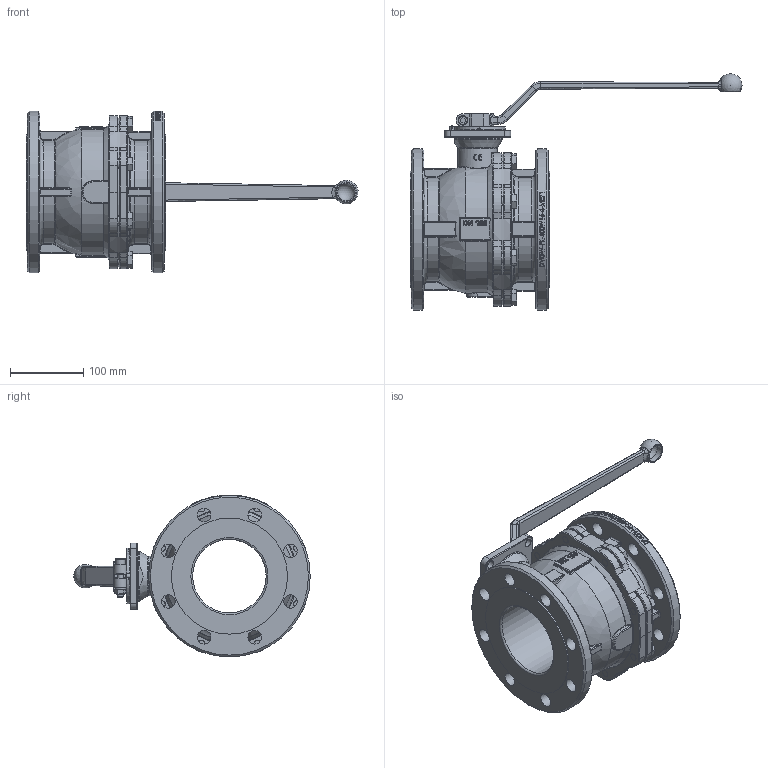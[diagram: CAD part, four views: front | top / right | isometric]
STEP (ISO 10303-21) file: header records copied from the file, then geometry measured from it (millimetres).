
FILE_DESCRIPTION (( 'STEP AP214' ), '1' );
FILE_NAME ('DVGW-FK-400W16-4-71ME 2212.STEP', '2022-12-01T12:22:30', ( '' ), ( '' ), 'SwSTEP 2.0', 'SolidWorks 2019', '' );
FILE_SCHEMA (( 'AUTOMOTIVE_DESIGN' ));
Length unit declared in the file: millimetre
Products named in the file (1): DVGW-FK-400W16-4-71ME 2212
Bounding box: 451.88 x 321.88 x 220.36 mm (x, y, z)
Volume: 3541838.9 mm3; surface area: 380573 mm2
Topology: 1 solids, 1 shells, 1335 faces, 3336 edges, 2049 vertices
Faces by surface type: plane 479, cylinder 310, bspline 256, torus 178, cone 95, sphere 17
Full cylindrical faces by diameter (mm): 6 x1, 8 x2, 8.5 x2, 10.106 x8, 11 x4, 11.053 x8, 12 x8, 13 x1, 13.5 x8, 17.2 x8, 18.5 x16, 24 x1, 31.36 x1, 54 x1, 100 x1, 158 x2, 220 x2
Entity records: 52628 total; most frequent: CARTESIAN_POINT 21199, ORIENTED_EDGE 6342, DIRECTION 5298, EDGE_CURVE 3171, AXIS2_PLACEMENT_3D 2070, VERTEX_POINT 2014, EDGE_LOOP 1581, FACE_OUTER_BOUND 1416
